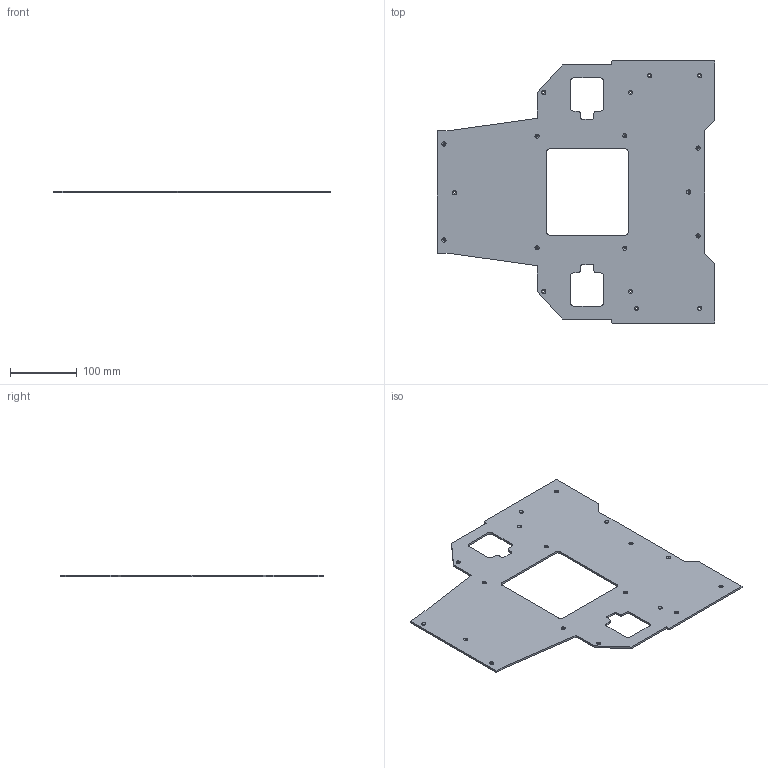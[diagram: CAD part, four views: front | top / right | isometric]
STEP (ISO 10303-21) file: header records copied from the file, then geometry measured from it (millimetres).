
FILE_DESCRIPTION (( 'STEP AP203' ), '1' );
FILE_NAME ('1_Carter_Inferieur.STEP', '2020-02-17T17:43:42', ( '' ), ( '' ), 'SwSTEP 2.0', 'SolidWorks 2018', '' );
FILE_SCHEMA (( 'CONFIG_CONTROL_DESIGN' ));
Length unit declared in the file: millimetre
Products named in the file (1): 1_Carter_Inferieur
Bounding box: 417.03 x 393.82 x 3 mm (x, y, z)
Volume: 322919.3 mm3; surface area: 223532.4 mm2
Topology: 1 solids, 1 shells, 172 faces, 438 edges, 268 vertices
Faces by surface type: cylinder 92, plane 44, cone 36
Entity records: 5331 total; most frequent: DIRECTION 968, CARTESIAN_POINT 879, ORIENTED_EDGE 876, EDGE_CURVE 438, AXIS2_PLACEMENT_3D 357, VERTEX_POINT 268, VECTOR 254, LINE 254
